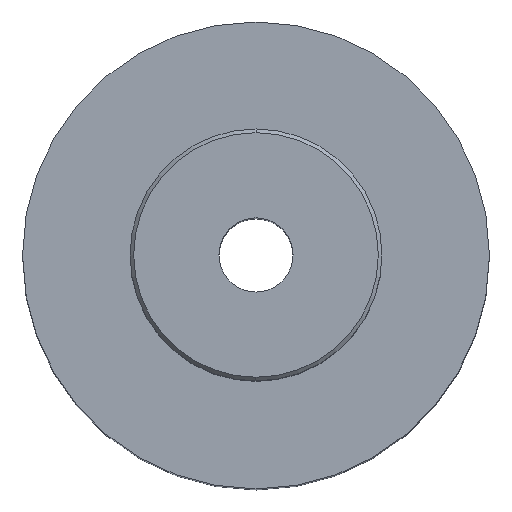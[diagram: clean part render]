
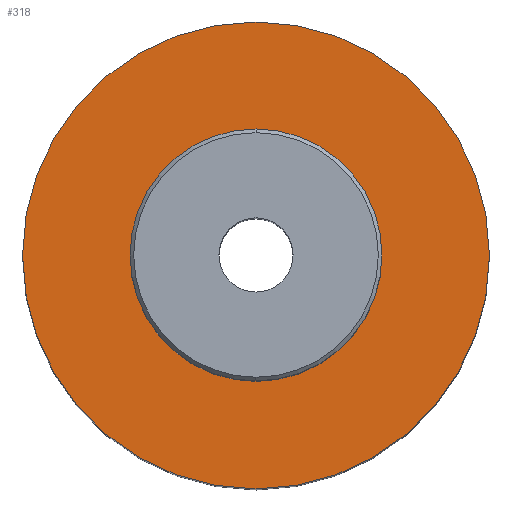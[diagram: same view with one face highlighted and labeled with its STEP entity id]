
A CAD part, top view. The second image highlights one B-rep face of the part: STEP entity #318.
In plain terms, the highlighted planar face has unit normal (0, 0, 1).
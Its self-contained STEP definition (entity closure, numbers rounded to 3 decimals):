
#53=CARTESIAN_POINT('',(0.,0.,0.));
#54=DIRECTION('',(0.,0.,-1.));
#55=DIRECTION('',(0.,1.,0.));
#56=AXIS2_PLACEMENT_3D('',#53,#54,#55);
#61=CARTESIAN_POINT('',(0.,0.,0.));
#62=DIRECTION('',(0.,0.,1.));
#63=DIRECTION('',(0.,1.,0.));
#64=AXIS2_PLACEMENT_3D('',#61,#62,#63);
#77=CARTESIAN_POINT('',(0.,0.,0.));
#78=DIRECTION('',(0.,0.,1.));
#79=DIRECTION('',(0.,1.,0.));
#80=AXIS2_PLACEMENT_3D('',#77,#78,#79);
#146=CARTESIAN_POINT('',(0.,0.,0.));
#147=DIRECTION('',(0.,0.,-1.));
#148=DIRECTION('',(0.,1.,0.));
#149=AXIS2_PLACEMENT_3D('',#146,#147,#148);
#222=CARTESIAN_POINT('',(0.,31.5,0.));
#224=VERTEX_POINT('',#222);
#226=CARTESIAN_POINT('',(0.,-31.5,0.));
#228=VERTEX_POINT('',#226);
#229=CARTESIAN_POINT('',(0.,17.,0.));
#230=CARTESIAN_POINT('',(0.,-17.,0.));
#231=VERTEX_POINT('',#229);
#232=VERTEX_POINT('',#230);
#303=CARTESIAN_POINT('',(0.,0.,0.));
#304=DIRECTION('',(0.,0.,1.));
#305=DIRECTION('',(0.,1.,0.));
#306=AXIS2_PLACEMENT_3D('',#303,#304,#305);
#307=PLANE('',#306);
#308=ORIENTED_EDGE('',*,*,#285,.T.);
#309=ORIENTED_EDGE('',*,*,#296,.F.);
#310=EDGE_LOOP('',(#308,#309));
#311=FACE_OUTER_BOUND('',#310,.F.);
#313=ORIENTED_EDGE('',*,*,#312,.T.);
#315=ORIENTED_EDGE('',*,*,#314,.F.);
#316=EDGE_LOOP('',(#313,#315));
#317=FACE_BOUND('',#316,.F.);
#57=CIRCLE('',#56,31.5);
#65=CIRCLE('',#64,31.5);
#81=CIRCLE('',#80,17.);
#150=CIRCLE('',#149,17.);
#285=EDGE_CURVE('',#224,#228,#57,.T.);
#296=EDGE_CURVE('',#224,#228,#65,.T.);
#312=EDGE_CURVE('',#231,#232,#81,.T.);
#314=EDGE_CURVE('',#231,#232,#150,.T.);
#318=ADVANCED_FACE('',(#311,#317),#307,.T.);
